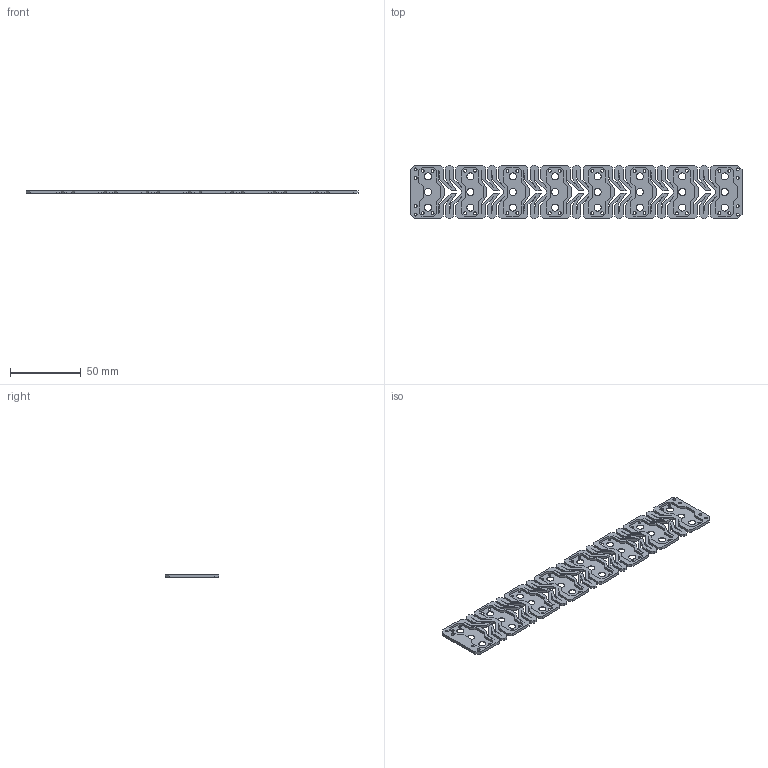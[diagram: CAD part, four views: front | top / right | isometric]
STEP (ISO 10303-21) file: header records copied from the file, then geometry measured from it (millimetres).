
FILE_DESCRIPTION(('FreeCAD Model'),'2;1');
FILE_NAME( 'barettesupport.step', '2020-05-09T12:57:39',('Author'),(''), 'Open CASCADE STEP processor 7.3','FreeCAD','Unknown');
FILE_SCHEMA(('AUTOMOTIVE_DESIGN { 1 0 10303 214 1 1 1 1 }'));
Length unit declared in the file: millimetre
Products named in the file (1): Chamfer
Bounding box: 235 x 38 x 2 mm (x, y, z)
Volume: 9212 mm3; surface area: 20282.1 mm2
Topology: 1 solids, 1 shells, 546 faces, 1608 edges, 1072 vertices
Faces by surface type: plane 482, cylinder 64
Full cylindrical faces by diameter (mm): 2 x40, 5 x24
Entity records: 22038 total; most frequent: CARTESIAN_POINT 3227, ORIENTED_EDGE 3216, DIRECTION 2830, EDGE_CURVE 1608, LINE 1480, VECTOR 1480, VERTEX_POINT 1072, FACE_BOUND 696
